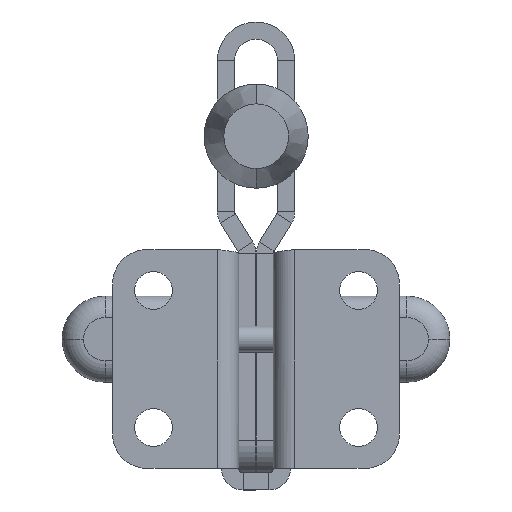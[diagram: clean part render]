
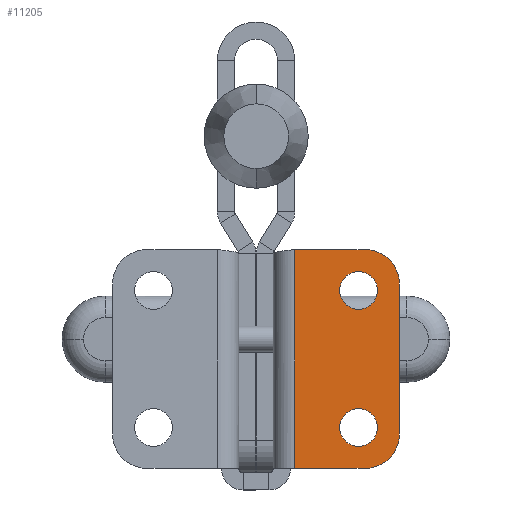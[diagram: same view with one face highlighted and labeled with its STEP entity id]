
A CAD part, front view. The second image highlights one B-rep face of the part: STEP entity #11205.
In plain terms, the highlighted planar face has unit normal (0, -1, 0).
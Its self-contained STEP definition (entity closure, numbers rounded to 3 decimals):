
#1800 = DIRECTION ( 'NONE',  ( 0., 1., 0. ) ) ;
#1802 = CARTESIAN_POINT ( 'NONE',  ( 12.65, -2., 21.4 ) ) ;
#1803 = PLANE ( 'NONE',  #1923 ) ;
#1805 = DIRECTION ( 'NONE',  ( -1., 0., 0. ) ) ;
#1923 = AXIS2_PLACEMENT_3D ( 'NONE', #1802, #1800, #1805 ) ;
#2028 = AXIS2_PLACEMENT_3D ( 'NONE', #23695, #23696, #23697 ) ;
#2029 = AXIS2_PLACEMENT_3D ( 'NONE', #23698, #23699, #23700 ) ;
#2030 = AXIS2_PLACEMENT_3D ( 'NONE', #23702, #23703, #23704 ) ;
#2031 = AXIS2_PLACEMENT_3D ( 'NONE', #23707, #23708, #23709 ) ;
#2063 = AXIS2_PLACEMENT_3D ( 'NONE', #23936, #23937, #23938 ) ;
#2065 = AXIS2_PLACEMENT_3D ( 'NONE', #23945, #23946, #23947 ) ;
#11205 = ADVANCED_FACE ( 'NONE', ( #22710, #22715, #22711 ), #1803, .F. ) ;
#11754 = VERTEX_POINT ( 'NONE', #16991 ) ;
#11755 = VERTEX_POINT ( 'NONE', #16992 ) ;
#11758 = VERTEX_POINT ( 'NONE', #16995 ) ;
#11761 = VERTEX_POINT ( 'NONE', #16998 ) ;
#11810 = VERTEX_POINT ( 'NONE', #17047 ) ;
#11814 = VERTEX_POINT ( 'NONE', #17051 ) ;
#11817 = VERTEX_POINT ( 'NONE', #17056 ) ;
#11819 = VERTEX_POINT ( 'NONE', #17060 ) ;
#11820 = VERTEX_POINT ( 'NONE', #17061 ) ;
#11821 = VERTEX_POINT ( 'NONE', #17062 ) ;
#15526 = ORIENTED_EDGE ( 'NONE', *, *, #16594, .T. ) ;
#15527 = ORIENTED_EDGE ( 'NONE', *, *, #16595, .T. ) ;
#15528 = ORIENTED_EDGE ( 'NONE', *, *, #16596, .T. ) ;
#15529 = ORIENTED_EDGE ( 'NONE', *, *, #16597, .T. ) ;
#15530 = ORIENTED_EDGE ( 'NONE', *, *, #16598, .T. ) ;
#15531 = ORIENTED_EDGE ( 'NONE', *, *, #16602, .F. ) ;
#15532 = ORIENTED_EDGE ( 'NONE', *, *, #16599, .F. ) ;
#15533 = ORIENTED_EDGE ( 'NONE', *, *, #16692, .F. ) ;
#15534 = ORIENTED_EDGE ( 'NONE', *, *, #16600, .F. ) ;
#15535 = ORIENTED_EDGE ( 'NONE', *, *, #16696, .F. ) ;
#15980 = EDGE_LOOP ( 'NONE', ( #15531, #15530, #15529, #15528, #15527, #15526 ) ) ;
#16113 = EDGE_LOOP ( 'NONE', ( #15533, #15532 ) ) ;
#16140 = EDGE_LOOP ( 'NONE', ( #15535, #15534 ) ) ;
#16594 = EDGE_CURVE ( 'NONE', #11821, #11810, #23418, .T. ) ;
#16595 = EDGE_CURVE ( 'NONE', #11820, #11821, #23419, .T. ) ;
#16596 = EDGE_CURVE ( 'NONE', #11819, #11820, #23422, .T. ) ;
#16597 = EDGE_CURVE ( 'NONE', #11814, #11819, #23423, .T. ) ;
#16598 = EDGE_CURVE ( 'NONE', #11817, #11814, #23425, .T. ) ;
#16599 = EDGE_CURVE ( 'NONE', #11761, #11758, #23426, .T. ) ;
#16600 = EDGE_CURVE ( 'NONE', #11755, #11754, #23420, .T. ) ;
#16602 = EDGE_CURVE ( 'NONE', #11817, #11810, #23429, .T. ) ;
#16692 = EDGE_CURVE ( 'NONE', #11758, #11761, #23568, .T. ) ;
#16696 = EDGE_CURVE ( 'NONE', #11754, #11755, #23575, .T. ) ;
#16991 = CARTESIAN_POINT ( 'NONE',  ( 9.7, -2., 4.75 ) ) ;
#16992 = CARTESIAN_POINT ( 'NONE',  ( 14.1, -2., 4.75 ) ) ;
#16995 = CARTESIAN_POINT ( 'NONE',  ( 9.7, -2., 20.65 ) ) ;
#16998 = CARTESIAN_POINT ( 'NONE',  ( 14.1, -2., 20.65 ) ) ;
#17047 = CARTESIAN_POINT ( 'NONE',  ( 4.5, -2., 25.4 ) ) ;
#17051 = CARTESIAN_POINT ( 'NONE',  ( 12.65, -2., 0. ) ) ;
#17056 = CARTESIAN_POINT ( 'NONE',  ( 4.5, -2., 0. ) ) ;
#17060 = CARTESIAN_POINT ( 'NONE',  ( 16.65, -2., 4. ) ) ;
#17061 = CARTESIAN_POINT ( 'NONE',  ( 16.65, -2., 21.4 ) ) ;
#17062 = CARTESIAN_POINT ( 'NONE',  ( 12.65, -2., 25.4 ) ) ;
#22710 = FACE_BOUND ( 'NONE', #16140, .T. ) ;
#22711 = FACE_OUTER_BOUND ( 'NONE', #15980, .T. ) ;
#22715 = FACE_BOUND ( 'NONE', #16113, .T. ) ;
#23418 = LINE ( 'NONE', #23688, #23421 ) ;
#23419 = CIRCLE ( 'NONE', #2028, 4. ) ;
#23420 = CIRCLE ( 'NONE', #2031, 2.2 ) ;
#23421 = VECTOR ( 'NONE', #23684, 1000. ) ;
#23422 = LINE ( 'NONE', #23692, #23424 ) ;
#23423 = CIRCLE ( 'NONE', #2029, 4. ) ;
#23424 = VECTOR ( 'NONE', #23682, 1000. ) ;
#23425 = LINE ( 'NONE', #23693, #23427 ) ;
#23426 = CIRCLE ( 'NONE', #2030, 2.2 ) ;
#23427 = VECTOR ( 'NONE', #23694, 1000. ) ;
#23429 = LINE ( 'NONE', #23705, #23433 ) ;
#23433 = VECTOR ( 'NONE', #23710, 1000. ) ;
#23568 = CIRCLE ( 'NONE', #2063, 2.2 ) ;
#23575 = CIRCLE ( 'NONE', #2065, 2.2 ) ;
#23682 = DIRECTION ( 'NONE',  ( 0., 0., 1. ) ) ;
#23684 = DIRECTION ( 'NONE',  ( -1., 0., 0. ) ) ;
#23688 = CARTESIAN_POINT ( 'NONE',  ( 4., -2., 25.4 ) ) ;
#23692 = CARTESIAN_POINT ( 'NONE',  ( 16.65, -2., 21.4 ) ) ;
#23693 = CARTESIAN_POINT ( 'NONE',  ( 12.65, -2., 0. ) ) ;
#23694 = DIRECTION ( 'NONE',  ( 1., 0., 0. ) ) ;
#23695 = CARTESIAN_POINT ( 'NONE',  ( 12.65, -2., 21.4 ) ) ;
#23696 = DIRECTION ( 'NONE',  ( 0., -1., 0. ) ) ;
#23697 = DIRECTION ( 'NONE',  ( -1., 0., 0. ) ) ;
#23698 = CARTESIAN_POINT ( 'NONE',  ( 12.65, -2., 4. ) ) ;
#23699 = DIRECTION ( 'NONE',  ( 0., -1., 0. ) ) ;
#23700 = DIRECTION ( 'NONE',  ( -1., 0., 0. ) ) ;
#23702 = CARTESIAN_POINT ( 'NONE',  ( 11.9, -2., 20.65 ) ) ;
#23703 = DIRECTION ( 'NONE',  ( 0., -1., 0. ) ) ;
#23704 = DIRECTION ( 'NONE',  ( 1., 0., 0. ) ) ;
#23705 = CARTESIAN_POINT ( 'NONE',  ( 4.5, -2., 21.4 ) ) ;
#23707 = CARTESIAN_POINT ( 'NONE',  ( 11.9, -2., 4.75 ) ) ;
#23708 = DIRECTION ( 'NONE',  ( 0., -1., 0. ) ) ;
#23709 = DIRECTION ( 'NONE',  ( 1., 0., 0. ) ) ;
#23710 = DIRECTION ( 'NONE',  ( 0., 0., 1. ) ) ;
#23936 = CARTESIAN_POINT ( 'NONE',  ( 11.9, -2., 20.65 ) ) ;
#23937 = DIRECTION ( 'NONE',  ( 0., -1., 0. ) ) ;
#23938 = DIRECTION ( 'NONE',  ( 1., 0., 0. ) ) ;
#23945 = CARTESIAN_POINT ( 'NONE',  ( 11.9, -2., 4.75 ) ) ;
#23946 = DIRECTION ( 'NONE',  ( 0., -1., 0. ) ) ;
#23947 = DIRECTION ( 'NONE',  ( 1., 0., 0. ) ) ;
